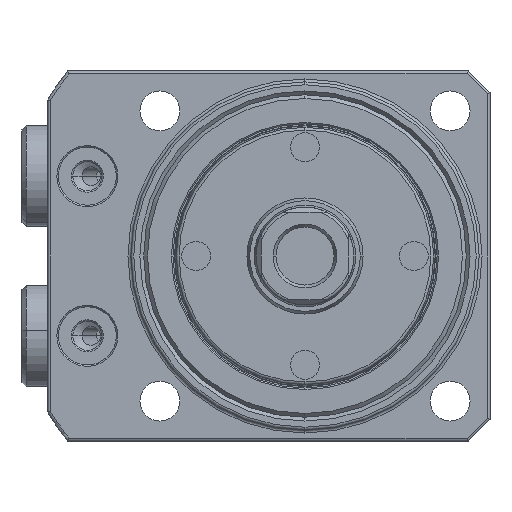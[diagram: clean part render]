
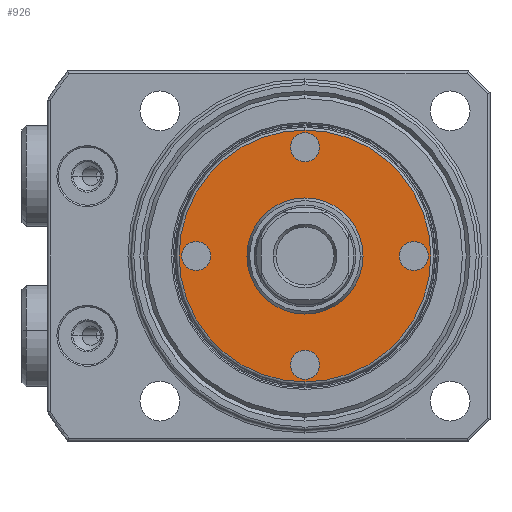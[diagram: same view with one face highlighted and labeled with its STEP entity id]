
A CAD part, front view. The second image highlights one B-rep face of the part: STEP entity #926.
In plain terms, the highlighted planar face has unit normal (0, -1, 0).
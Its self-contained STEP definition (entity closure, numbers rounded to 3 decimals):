
#690 = AXIS2_PLACEMENT_3D ( 'NONE', #3831, #3832, #3833 ) ;
#691 = AXIS2_PLACEMENT_3D ( 'NONE', #3828, #3829, #3830 ) ;
#693 = AXIS2_PLACEMENT_3D ( 'NONE', #3807, #3817, #3818 ) ;
#696 = AXIS2_PLACEMENT_3D ( 'NONE', #3825, #3826, #3827 ) ;
#698 = AXIS2_PLACEMENT_3D ( 'NONE', #3819, #3820, #3821 ) ;
#701 = AXIS2_PLACEMENT_3D ( 'NONE', #3792, #3793, #3794 ) ;
#708 = AXIS2_PLACEMENT_3D ( 'NONE', #3771, #3772, #3773 ) ;
#712 = AXIS2_PLACEMENT_3D ( 'NONE', #3822, #3823, #3824 ) ;
#713 = AXIS2_PLACEMENT_3D ( 'NONE', #3759, #3760, #3761 ) ;
#717 = AXIS2_PLACEMENT_3D ( 'NONE', #3747, #3748, #3749 ) ;
#721 = AXIS2_PLACEMENT_3D ( 'NONE', #3735, #3736, #3737 ) ;
#727 = AXIS2_PLACEMENT_3D ( 'NONE', #3714, #3721, #3722 ) ;
#926 = ADVANCED_FACE ( 'NONE', ( #7100, #7098, #7096, #7095, #7094, #7093 ), #4925, .F. ) ;
#2146 = CARTESIAN_POINT ( 'NONE',  ( 0., -1., 17.356 ) ) ;
#2147 = CARTESIAN_POINT ( 'NONE',  ( 0., -1., -17.356 ) ) ;
#2152 = CARTESIAN_POINT ( 'NONE',  ( 0., -1., 13. ) ) ;
#2153 = CARTESIAN_POINT ( 'NONE',  ( 0., -1., 17. ) ) ;
#2156 = CARTESIAN_POINT ( 'NONE',  ( 15., -1., -2. ) ) ;
#2157 = CARTESIAN_POINT ( 'NONE',  ( 15., -1., 2. ) ) ;
#2160 = CARTESIAN_POINT ( 'NONE',  ( 0., -1., -17. ) ) ;
#2161 = CARTESIAN_POINT ( 'NONE',  ( 0., -1., -13. ) ) ;
#2164 = CARTESIAN_POINT ( 'NONE',  ( -15., -1., -2. ) ) ;
#2165 = CARTESIAN_POINT ( 'NONE',  ( -15., -1., 2. ) ) ;
#2168 = CARTESIAN_POINT ( 'NONE',  ( -8., -1., 0. ) ) ;
#2169 = CARTESIAN_POINT ( 'NONE',  ( 8., -1., 0. ) ) ;
#3714 = CARTESIAN_POINT ( 'NONE',  ( 0., -1., 0. ) ) ;
#3721 = DIRECTION ( 'NONE',  ( 0., 1., 0. ) ) ;
#3722 = DIRECTION ( 'NONE',  ( -1., 0., 0. ) ) ;
#3735 = CARTESIAN_POINT ( 'NONE',  ( -15., -1., 0. ) ) ;
#3736 = DIRECTION ( 'NONE',  ( 0., -1., 0. ) ) ;
#3737 = DIRECTION ( 'NONE',  ( 0., 0., -1. ) ) ;
#3747 = CARTESIAN_POINT ( 'NONE',  ( 0., -1., -15. ) ) ;
#3748 = DIRECTION ( 'NONE',  ( 0., -1., 0. ) ) ;
#3749 = DIRECTION ( 'NONE',  ( 0., 0., -1. ) ) ;
#3759 = CARTESIAN_POINT ( 'NONE',  ( 15., -1., 0. ) ) ;
#3760 = DIRECTION ( 'NONE',  ( 0., -1., 0. ) ) ;
#3761 = DIRECTION ( 'NONE',  ( 0., 0., -1. ) ) ;
#3771 = CARTESIAN_POINT ( 'NONE',  ( 0., -1., 15. ) ) ;
#3772 = DIRECTION ( 'NONE',  ( 0., -1., 0. ) ) ;
#3773 = DIRECTION ( 'NONE',  ( 0., 0., -1. ) ) ;
#3792 = CARTESIAN_POINT ( 'NONE',  ( 0., -1., 0. ) ) ;
#3793 = DIRECTION ( 'NONE',  ( 0., -1., 0. ) ) ;
#3794 = DIRECTION ( 'NONE',  ( 0., 0., 1. ) ) ;
#3807 = CARTESIAN_POINT ( 'NONE',  ( 0., -1., 0. ) ) ;
#3817 = DIRECTION ( 'NONE',  ( 0., 1., 0. ) ) ;
#3818 = DIRECTION ( 'NONE',  ( -1., 0., 0. ) ) ;
#3819 = CARTESIAN_POINT ( 'NONE',  ( 0., -1., 0. ) ) ;
#3820 = DIRECTION ( 'NONE',  ( 0., -1., 0. ) ) ;
#3821 = DIRECTION ( 'NONE',  ( 0., 0., 1. ) ) ;
#3822 = CARTESIAN_POINT ( 'NONE',  ( 0., -1., 15. ) ) ;
#3823 = DIRECTION ( 'NONE',  ( 0., -1., 0. ) ) ;
#3824 = DIRECTION ( 'NONE',  ( 0., 0., -1. ) ) ;
#3825 = CARTESIAN_POINT ( 'NONE',  ( 15., -1., 0. ) ) ;
#3826 = DIRECTION ( 'NONE',  ( 0., -1., 0. ) ) ;
#3827 = DIRECTION ( 'NONE',  ( 0., 0., -1. ) ) ;
#3828 = CARTESIAN_POINT ( 'NONE',  ( 0., -1., -15. ) ) ;
#3829 = DIRECTION ( 'NONE',  ( 0., -1., 0. ) ) ;
#3830 = DIRECTION ( 'NONE',  ( 0., 0., -1. ) ) ;
#3831 = CARTESIAN_POINT ( 'NONE',  ( -15., -1., 0. ) ) ;
#3832 = DIRECTION ( 'NONE',  ( 0., -1., 0. ) ) ;
#3833 = DIRECTION ( 'NONE',  ( 0., 0., -1. ) ) ;
#4348 = VERTEX_POINT ( 'NONE', #2146 ) ;
#4349 = VERTEX_POINT ( 'NONE', #2147 ) ;
#4354 = VERTEX_POINT ( 'NONE', #2152 ) ;
#4355 = VERTEX_POINT ( 'NONE', #2153 ) ;
#4358 = VERTEX_POINT ( 'NONE', #2156 ) ;
#4359 = VERTEX_POINT ( 'NONE', #2157 ) ;
#4362 = VERTEX_POINT ( 'NONE', #2160 ) ;
#4363 = VERTEX_POINT ( 'NONE', #2161 ) ;
#4366 = VERTEX_POINT ( 'NONE', #2164 ) ;
#4367 = VERTEX_POINT ( 'NONE', #2165 ) ;
#4370 = VERTEX_POINT ( 'NONE', #2168 ) ;
#4371 = VERTEX_POINT ( 'NONE', #2169 ) ;
#4771 = ORIENTED_EDGE ( 'NONE', *, *, #8727, .F. ) ;
#4773 = ORIENTED_EDGE ( 'NONE', *, *, #8731, .F. ) ;
#4775 = ORIENTED_EDGE ( 'NONE', *, *, #8735, .F. ) ;
#4776 = ORIENTED_EDGE ( 'NONE', *, *, #8759, .F. ) ;
#4777 = ORIENTED_EDGE ( 'NONE', *, *, #8739, .F. ) ;
#4778 = ORIENTED_EDGE ( 'NONE', *, *, #8758, .F. ) ;
#4779 = ORIENTED_EDGE ( 'NONE', *, *, #8746, .T. ) ;
#4780 = ORIENTED_EDGE ( 'NONE', *, *, #8757, .F. ) ;
#4781 = ORIENTED_EDGE ( 'NONE', *, *, #8722, .T. ) ;
#4782 = ORIENTED_EDGE ( 'NONE', *, *, #8756, .F. ) ;
#4783 = ORIENTED_EDGE ( 'NONE', *, *, #8754, .T. ) ;
#4784 = ORIENTED_EDGE ( 'NONE', *, *, #8755, .T. ) ;
#4925 = PLANE ( 'NONE',  #7097 ) ;
#4926 = CARTESIAN_POINT ( 'NONE',  ( 17.636, -1., 0. ) ) ;
#4927 = DIRECTION ( 'NONE',  ( 0., 1., 0. ) ) ;
#4928 = DIRECTION ( 'NONE',  ( 0., 0., 1. ) ) ;
#7093 = FACE_BOUND ( 'NONE', #9347, .T. ) ;
#7094 = FACE_BOUND ( 'NONE', #9346, .T. ) ;
#7095 = FACE_BOUND ( 'NONE', #9374, .T. ) ;
#7096 = FACE_BOUND ( 'NONE', #9396, .T. ) ;
#7097 = AXIS2_PLACEMENT_3D ( 'NONE', #4926, #4927, #4928 ) ;
#7098 = FACE_OUTER_BOUND ( 'NONE', #9397, .T. ) ;
#7100 = FACE_BOUND ( 'NONE', #9398, .T. ) ;
#8255 = CIRCLE ( 'NONE', #690, 2. ) ;
#8256 = CIRCLE ( 'NONE', #691, 2. ) ;
#8257 = CIRCLE ( 'NONE', #696, 2. ) ;
#8258 = CIRCLE ( 'NONE', #712, 2. ) ;
#8259 = CIRCLE ( 'NONE', #698, 17.356 ) ;
#8260 = CIRCLE ( 'NONE', #693, 8. ) ;
#8264 = CIRCLE ( 'NONE', #701, 17.356 ) ;
#8270 = CIRCLE ( 'NONE', #708, 2. ) ;
#8272 = CIRCLE ( 'NONE', #713, 2. ) ;
#8274 = CIRCLE ( 'NONE', #717, 2. ) ;
#8276 = CIRCLE ( 'NONE', #721, 2. ) ;
#8279 = CIRCLE ( 'NONE', #727, 8. ) ;
#8722 = EDGE_CURVE ( 'NONE', #4371, #4370, #8279, .T. ) ;
#8727 = EDGE_CURVE ( 'NONE', #4367, #4366, #8276, .T. ) ;
#8731 = EDGE_CURVE ( 'NONE', #4363, #4362, #8274, .T. ) ;
#8735 = EDGE_CURVE ( 'NONE', #4359, #4358, #8272, .T. ) ;
#8739 = EDGE_CURVE ( 'NONE', #4355, #4354, #8270, .T. ) ;
#8746 = EDGE_CURVE ( 'NONE', #4349, #4348, #8264, .T. ) ;
#8754 = EDGE_CURVE ( 'NONE', #4370, #4371, #8260, .T. ) ;
#8755 = EDGE_CURVE ( 'NONE', #4348, #4349, #8259, .T. ) ;
#8756 = EDGE_CURVE ( 'NONE', #4354, #4355, #8258, .T. ) ;
#8757 = EDGE_CURVE ( 'NONE', #4358, #4359, #8257, .T. ) ;
#8758 = EDGE_CURVE ( 'NONE', #4362, #4363, #8256, .T. ) ;
#8759 = EDGE_CURVE ( 'NONE', #4366, #4367, #8255, .T. ) ;
#9346 = EDGE_LOOP ( 'NONE', ( #4778, #4773 ) ) ;
#9347 = EDGE_LOOP ( 'NONE', ( #4776, #4771 ) ) ;
#9374 = EDGE_LOOP ( 'NONE', ( #4780, #4775 ) ) ;
#9396 = EDGE_LOOP ( 'NONE', ( #4782, #4777 ) ) ;
#9397 = EDGE_LOOP ( 'NONE', ( #4784, #4779 ) ) ;
#9398 = EDGE_LOOP ( 'NONE', ( #4783, #4781 ) ) ;
